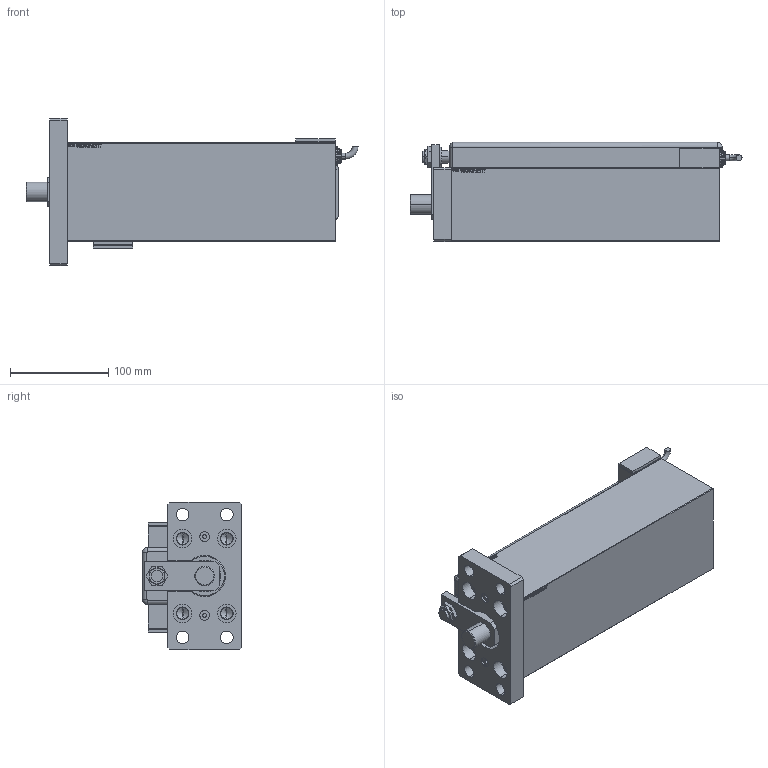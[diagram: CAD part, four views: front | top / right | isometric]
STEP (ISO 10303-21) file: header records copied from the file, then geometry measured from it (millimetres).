
FILE_DESCRIPTION (( 'STEP AP203' ), '1' );
FILE_NAME ('523f.STEP', '2024-02-12T04:46:30', ( '' ), ( '' ), 'SwSTEP 2.0', 'SolidWorks 2019', '' );
FILE_SCHEMA (( 'CONFIG_CONTROL_DESIGN' ));
Length unit declared in the file: millimetre
Products named in the file (15): KRYT 4db934d3deb1a9208b09b680b918b1d3; SWITCH DIM A_G 4db934d3deb1a9208b09b680b918b1d3; NUT_D19 4db934d3deb1a9208b09b680b918b1d3; V450CM_B_Body 4db934d3deb1a9208b09b680b918b1d3; TYC 4db934d3deb1a9208b09b680b918b1d3; FLANGE 4db934d3deb1a9208b09b680b918b1d3; V450CM_MALE_METRIC 4db934d3deb1a9208b09b680b918b1d3; MAGNETIC SWITCH Q 4db934d3deb1a9208b09b680b918b1d3; SWITCH_Q_FRONT_BACK 4db934d3deb1a9208b09b680b918b1d3; V450CM_B_VCP 4db934d3deb1a9208b09b680b918b1d3; SWITCH Q 4db934d3deb1a9208b09b680b918b1d3; ZARAZKA_Q 4db934d3deb1a9208b09b680b918b1d3; 523f; V450CM_VC_B 4db934d3deb1a9208b09b680b918b1d3; NUT_D13 4db934d3deb1a9208b09b680b918b1d3
Assembly tree (15 placements, depth 3):
  523f
    V450CM_B_Body 4db934d3deb1a9208b09b680b918b1d3
    V450CM_B_VCP 4db934d3deb1a9208b09b680b918b1d3
    V450CM_VC_B 4db934d3deb1a9208b09b680b918b1d3
    V450CM_MALE_METRIC 4db934d3deb1a9208b09b680b918b1d3
    MAGNETIC SWITCH Q 4db934d3deb1a9208b09b680b918b1d3
      SWITCH_Q_FRONT_BACK 4db934d3deb1a9208b09b680b918b1d3
      TYC 4db934d3deb1a9208b09b680b918b1d3
      ZARAZKA_Q 4db934d3deb1a9208b09b680b918b1d3
      SWITCH DIM A_G 4db934d3deb1a9208b09b680b918b1d3
      NUT_D19 4db934d3deb1a9208b09b680b918b1d3
      NUT_D13 4db934d3deb1a9208b09b680b918b1d3
      KRYT 4db934d3deb1a9208b09b680b918b1d3
      SWITCH Q 4db934d3deb1a9208b09b680b918b1d3  x2
    FLANGE 4db934d3deb1a9208b09b680b918b1d3
Bounding box: 337.76 x 100.8 x 150 mm (x, y, z)
Volume: 2133831.9 mm3; surface area: 334092.1 mm2
Topology: 15 solids, 15 shells, 1335 faces, 3378 edges, 2211 vertices
Faces by surface type: plane 631, bspline 471, cylinder 149, cone 58, torus 24, sphere 2
Entity records: 62519 total; most frequent: CARTESIAN_POINT 32624, ORIENTED_EDGE 6528, DIRECTION 4348, EDGE_CURVE 3264, VERTEX_POINT 2151, VECTOR 1930, LINE 1930, EDGE_LOOP 1491
